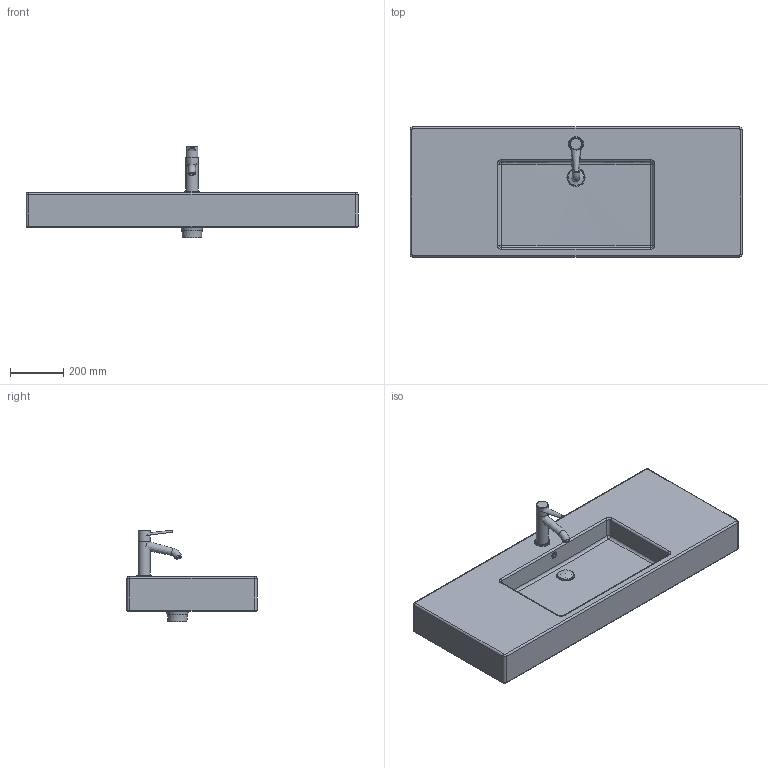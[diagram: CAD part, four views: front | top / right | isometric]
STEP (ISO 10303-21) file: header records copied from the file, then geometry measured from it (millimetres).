
FILE_DESCRIPTION((''),'2;1');
FILE_NAME('032912.stp','2007-10-05T14:43:34',('Huebner'),(''),'Autodesk Inventor 11','Autodesk Inventor 11','');
FILE_SCHEMA(('AUTOMOTIVE_DESIGN { 1 0 10303 214 1 1 1 1 }'));
Length unit declared in the file: millimetre
Products named in the file (9): 032912; Kelch; Stopfen; Baterie_Zusatz_VERO; hebel_Zusatz_VERO; Hebel2; Griff2; Neoperl2
Assembly tree (8 placements, depth 3):
  032912
    032912
    Kelch
    Stopfen
    Baterie_Zusatz_VERO
      hebel_Zusatz_VERO
      Hebel2
      Griff2
      Neoperl2
Bounding box: 1250 x 490 x 344.77 mm (x, y, z)
Volume: 47332633.3 mm3; surface area: 2148414.6 mm2
Topology: 7 solids, 7 shells, 161 faces, 363 edges, 212 vertices
Faces by surface type: cylinder 62, plane 44, bspline 26, torus 25, cone 4
Full cylindrical faces by diameter (mm): 16 x1, 20 x6, 35 x1, 42 x1, 44 x1, 45 x1, 46 x1, 52 x1, 57.193 x1, 60 x1
Entity records: 8735 total; most frequent: CARTESIAN_POINT 5129, DIRECTION 766, ORIENTED_EDGE 634, AXIS2_PLACEMENT_3D 322, EDGE_CURVE 317, EDGE_LOOP 210, VERTEX_POINT 203, CIRCLE 166
